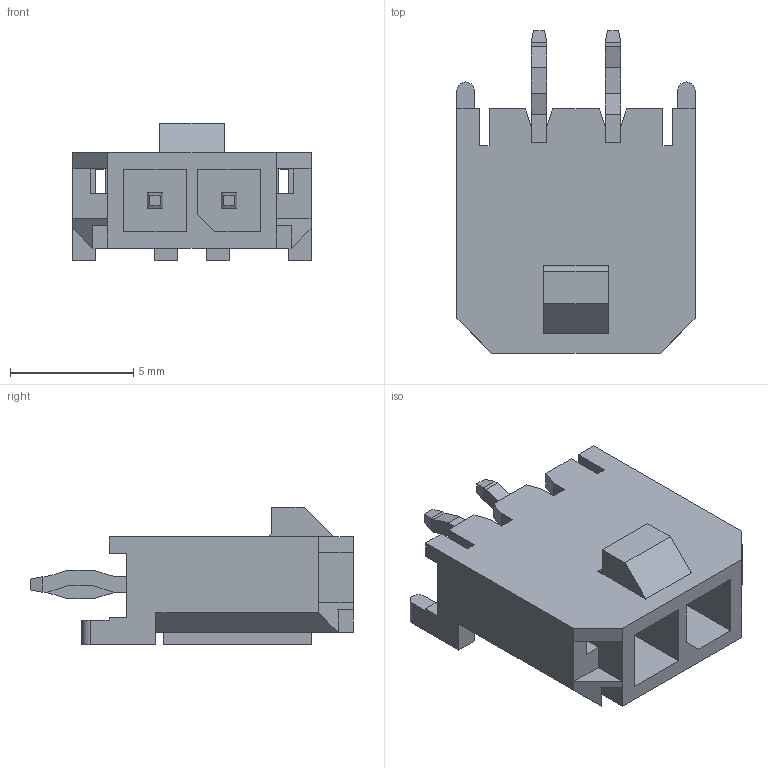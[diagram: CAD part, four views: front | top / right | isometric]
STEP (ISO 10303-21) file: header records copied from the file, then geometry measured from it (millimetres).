
FILE_DESCRIPTION (( 'STEP AP214' ), '1' );
FILE_NAME ('66200211122.STEP', '2024-05-10T00:47:50', ( '' ), ( '' ), 'SwSTEP 2.0', 'SolidWorks 2023', '' );
FILE_SCHEMA (( 'AUTOMOTIVE_DESIGN' ));
Length unit declared in the file: millimetre
Products named in the file (1): 66200211122
Bounding box: 9.65 x 13.08 x 5.57 mm (x, y, z)
Volume: 239.3 mm3; surface area: 677.4 mm2
Topology: 3 solids, 3 shells, 181 faces, 506 edges, 326 vertices
Faces by surface type: plane 176, cylinder 5
Entity records: 7230 total; most frequent: CARTESIAN_POINT 1014, ORIENTED_EDGE 1012, DIRECTION 880, EDGE_CURVE 506, VECTOR 496, LINE 496, VERTEX_POINT 326, AXIS2_PLACEMENT_3D 192
